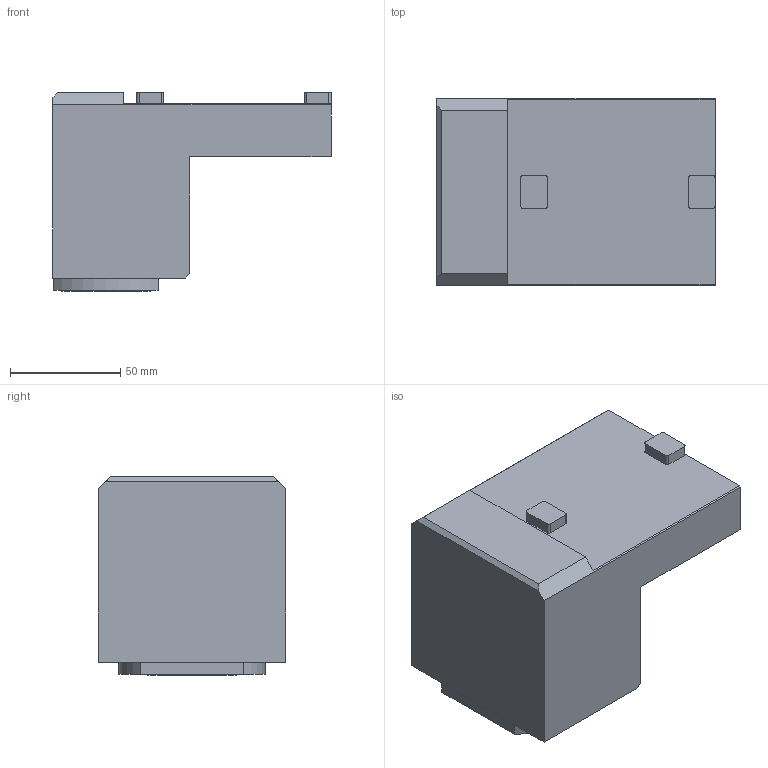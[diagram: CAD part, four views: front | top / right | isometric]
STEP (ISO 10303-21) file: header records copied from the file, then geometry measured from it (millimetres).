
FILE_DESCRIPTION(/* description */ (''),/* implementation_level */ '2;1');
FILE_NAME(/* name */ '1547714080786.stp',/* time_stamp */ '2019-01-17T14:05:02+06:00',/* author */ (''),/* organization */ ('SMS'),/* preprocessor_version */ 'ST-DEVELOPER v15',/* originating_system */ 'SIEMENS PLM Software NX 8.5',/* authorisation */ '');
FILE_SCHEMA (('AUTOMOTIVE_DESIGN { 1 0 10303 214 3 1 1 1 }'));
Length unit declared in the file: millimetre
Products named in the file (1): 201990526mod000_00
Bounding box: 126 x 85 x 90 mm (x, y, z)
Volume: 542007.8 mm3; surface area: 52424.7 mm2
Topology: 1 solids, 1 shells, 46 faces, 121 edges, 86 vertices
Faces by surface type: plane 31, cylinder 14, bspline 1
Full cylindrical faces by diameter (mm): 2.5 x1, 31.6 x1, 40 x1
Entity records: 1655 total; most frequent: CARTESIAN_POINT 464, DIRECTION 232, ORIENTED_EDGE 230, EDGE_CURVE 115, VERTEX_POINT 81, LINE 80, VECTOR 80, AXIS2_PLACEMENT_3D 76
